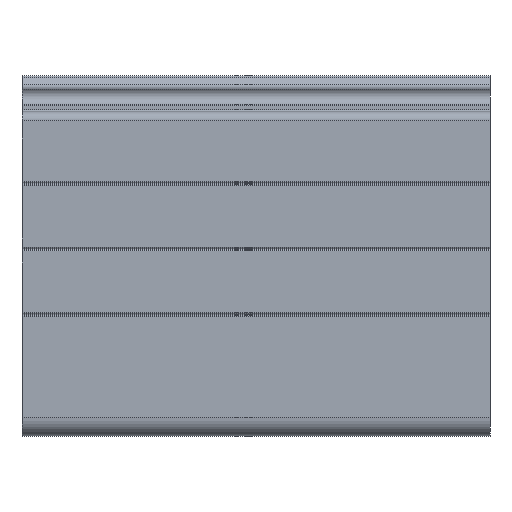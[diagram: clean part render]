
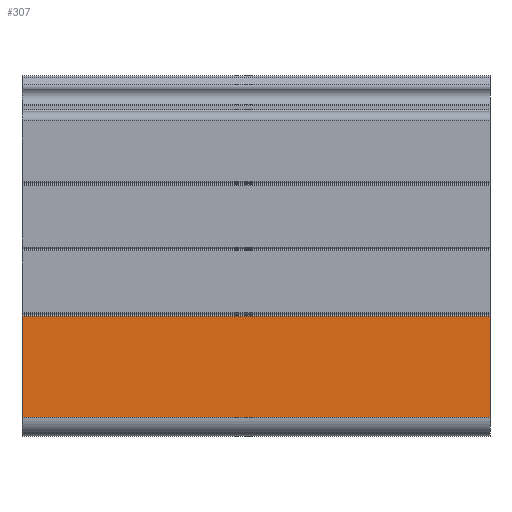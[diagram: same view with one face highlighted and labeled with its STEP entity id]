
A CAD part, front view. The second image highlights one B-rep face of the part: STEP entity #307.
In plain terms, the highlighted planar face has unit normal (0, -1, 0).
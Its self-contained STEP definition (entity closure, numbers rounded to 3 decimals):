
#307=ADVANCED_FACE('',(#650),#651,.F.);
#650=FACE_OUTER_BOUND('',#1038,.T.);
#651=PLANE('',#1039);
#1038=EDGE_LOOP('',(#2166,#2167,#2168,#2169));
#1039=AXIS2_PLACEMENT_3D('',#2170,#2171,#2172);
#2166=ORIENTED_EDGE('',*,*,#3309,.F.);
#2167=ORIENTED_EDGE('',*,*,#3310,.F.);
#2168=ORIENTED_EDGE('',*,*,#3311,.F.);
#2169=ORIENTED_EDGE('',*,*,#3307,.T.);
#2170=CARTESIAN_POINT('',(50000.0,-20.,-25.2));
#2171=DIRECTION('',(0.0,1.0,0.));
#2172=DIRECTION('',(0.0,0.,1.0));
#3307=EDGE_CURVE('',#4180,#4178,#4181,.T.);
#3309=EDGE_CURVE('',#4183,#4178,#4184,.T.);
#3310=EDGE_CURVE('',#4185,#4183,#4186,.T.);
#3311=EDGE_CURVE('',#4180,#4185,#4187,.T.);
#4178=VERTEX_POINT('',#5408);
#4180=VERTEX_POINT('',#5410);
#4181=LINE('',#5411,#5412);
#4183=VERTEX_POINT('',#5414);
#4184=LINE('',#5415,#5416);
#4185=VERTEX_POINT('',#5417);
#4186=LINE('',#5418,#5419);
#4187=LINE('',#5420,#5421);
#5408=CARTESIAN_POINT('',(-50.,-20.,-14.4));
#5410=CARTESIAN_POINT('',(50.,-20.,-14.4));
#5411=CARTESIAN_POINT('',(50000.0,-20.,-14.4));
#5412=VECTOR('',#6507,1.0);
#5414=CARTESIAN_POINT('',(-50.,-20.,-36.0));
#5415=CARTESIAN_POINT('',(-50.,-20.,-25.2));
#5416=VECTOR('',#6511,1.0);
#5417=CARTESIAN_POINT('',(50.,-20.,-36.0));
#5418=CARTESIAN_POINT('',(50000.0,-20.,-36.0));
#5419=VECTOR('',#6512,1.0);
#5420=CARTESIAN_POINT('',(50.,-20.,-25.2));
#5421=VECTOR('',#6513,1.0);
#6507=DIRECTION('',(-1.0,0.0,0.0));
#6511=DIRECTION('',(0.0,0.,1.0));
#6512=DIRECTION('',(-1.0,0.0,0.0));
#6513=DIRECTION('',(0.0,0.,-1.0));
